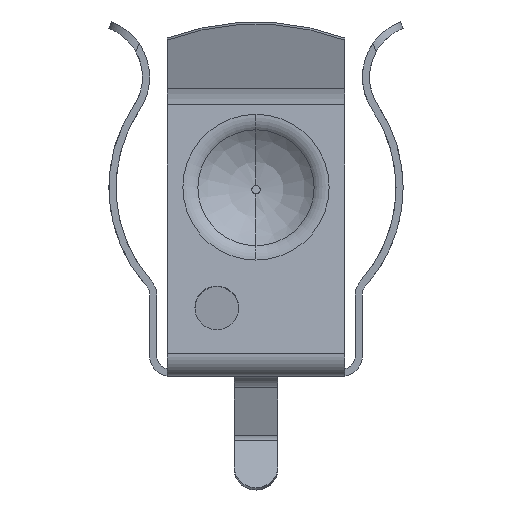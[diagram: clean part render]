
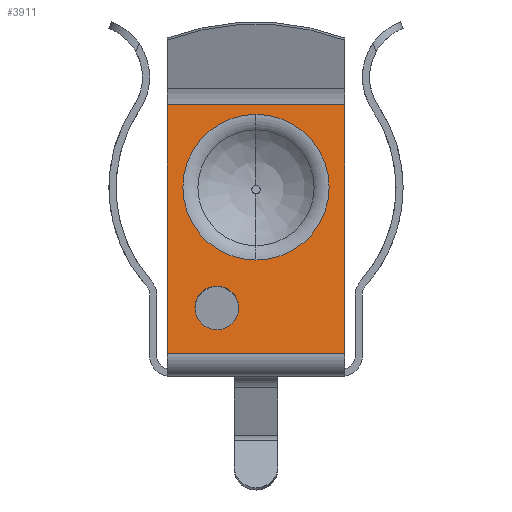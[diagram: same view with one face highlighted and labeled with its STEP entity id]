
A CAD part, front view. The second image highlights one B-rep face of the part: STEP entity #3911.
In plain terms, the highlighted planar face has unit normal (0, -0.996, 0.087).
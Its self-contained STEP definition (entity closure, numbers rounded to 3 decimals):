
#3883 = VERTEX_POINT('',#3884);
#3884 = CARTESIAN_POINT('',(0.,-22.592,
    9.383));
#3891 = EDGE_CURVE('',#3883,#3892,#3894,.T.);
#3892 = VERTEX_POINT('',#3893);
#3893 = CARTESIAN_POINT('',(0.,-23.049,
    4.165));
#3894 = CIRCLE('',#3895,2.619);
#3895 = AXIS2_PLACEMENT_3D('',#3896,#3897,#3898);
#3896 = CARTESIAN_POINT('',(0.,-22.821,
    6.774));
#3897 = DIRECTION('',(0.,-0.996,0.087));
#3898 = DIRECTION('',(-0.,-0.087,-0.996));
#3911 = ADVANCED_FACE('',(#3912,#3922,#3942),#3976,.F.);
#3912 = FACE_BOUND('',#3913,.T.);
#3913 = EDGE_LOOP('',(#3914,#3921));
#3914 = ORIENTED_EDGE('',*,*,#3915,.F.);
#3915 = EDGE_CURVE('',#3892,#3883,#3916,.T.);
#3916 = CIRCLE('',#3917,2.619);
#3917 = AXIS2_PLACEMENT_3D('',#3918,#3919,#3920);
#3918 = CARTESIAN_POINT('',(0.,-22.821,
    6.774));
#3919 = DIRECTION('',(0.,-0.996,0.087));
#3920 = DIRECTION('',(-0.,-0.087,-0.996));
#3921 = ORIENTED_EDGE('',*,*,#3891,.F.);
#3922 = FACE_BOUND('',#3923,.T.);
#3923 = EDGE_LOOP('',(#3924,#3935));
#3924 = ORIENTED_EDGE('',*,*,#3925,.T.);
#3925 = EDGE_CURVE('',#3926,#3928,#3930,.T.);
#3926 = VERTEX_POINT('',#3927);
#3927 = CARTESIAN_POINT('',(-1.4,-23.267,1.67));
#3928 = VERTEX_POINT('',#3929);
#3929 = CARTESIAN_POINT('',(-1.4,-23.13,3.234));
#3930 = CIRCLE('',#3931,0.785);
#3931 = AXIS2_PLACEMENT_3D('',#3932,#3933,#3934);
#3932 = CARTESIAN_POINT('',(-1.4,-23.199,2.452));
#3933 = DIRECTION('',(0.,0.996,-0.087));
#3934 = DIRECTION('',(0.,-0.087,-0.996));
#3935 = ORIENTED_EDGE('',*,*,#3936,.T.);
#3936 = EDGE_CURVE('',#3928,#3926,#3937,.T.);
#3937 = CIRCLE('',#3938,0.785);
#3938 = AXIS2_PLACEMENT_3D('',#3939,#3940,#3941);
#3939 = CARTESIAN_POINT('',(-1.4,-23.199,2.452));
#3940 = DIRECTION('',(0.,0.996,-0.087));
#3941 = DIRECTION('',(0.,-0.087,-0.996));
#3942 = FACE_BOUND('',#3943,.T.);
#3943 = EDGE_LOOP('',(#3944,#3954,#3962,#3970));
#3944 = ORIENTED_EDGE('',*,*,#3945,.F.);
#3945 = EDGE_CURVE('',#3946,#3948,#3950,.T.);
#3946 = VERTEX_POINT('',#3947);
#3947 = CARTESIAN_POINT('',(3.175,-23.342,0.821));
#3948 = VERTEX_POINT('',#3949);
#3949 = CARTESIAN_POINT('',(-3.175,-23.342,0.821));
#3950 = LINE('',#3951,#3952);
#3951 = CARTESIAN_POINT('',(-3.175,-23.342,0.821));
#3952 = VECTOR('',#3953,1.);
#3953 = DIRECTION('',(-1.,0.,0.));
#3954 = ORIENTED_EDGE('',*,*,#3955,.T.);
#3955 = EDGE_CURVE('',#3946,#3956,#3958,.T.);
#3956 = VERTEX_POINT('',#3957);
#3957 = CARTESIAN_POINT('',(3.175,-22.563,9.723));
#3958 = LINE('',#3959,#3960);
#3959 = CARTESIAN_POINT('',(3.175,-23.735,-3.672));
#3960 = VECTOR('',#3961,1.);
#3961 = DIRECTION('',(0.,0.087,0.996));
#3962 = ORIENTED_EDGE('',*,*,#3963,.T.);
#3963 = EDGE_CURVE('',#3956,#3964,#3966,.T.);
#3964 = VERTEX_POINT('',#3965);
#3965 = CARTESIAN_POINT('',(-3.175,-22.563,9.723));
#3966 = LINE('',#3967,#3968);
#3967 = CARTESIAN_POINT('',(8.46,-22.563,
    9.723));
#3968 = VECTOR('',#3969,1.);
#3969 = DIRECTION('',(-1.,0.,0.));
#3970 = ORIENTED_EDGE('',*,*,#3971,.T.);
#3971 = EDGE_CURVE('',#3964,#3948,#3972,.T.);
#3972 = LINE('',#3973,#3974);
#3973 = CARTESIAN_POINT('',(-3.175,-23.735,-3.672));
#3974 = VECTOR('',#3975,1.);
#3975 = DIRECTION('',(-0.,-0.087,-0.996));
#3976 = PLANE('',#3977);
#3977 = AXIS2_PLACEMENT_3D('',#3978,#3979,#3980);
#3978 = CARTESIAN_POINT('',(0.,-23.735,
    -3.672));
#3979 = DIRECTION('',(0.,0.996,-0.087));
#3980 = DIRECTION('',(-0.,-0.087,-0.996));
